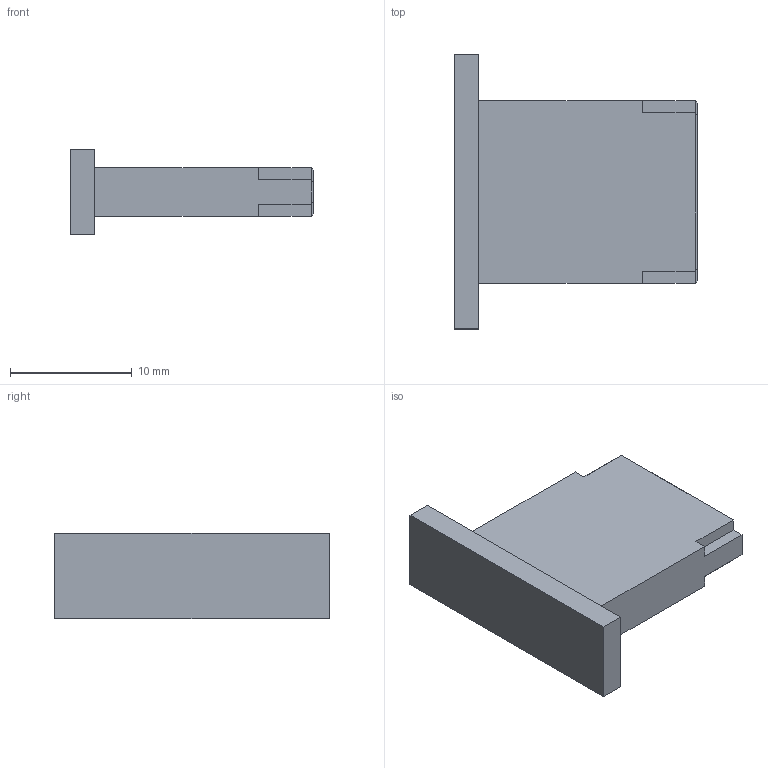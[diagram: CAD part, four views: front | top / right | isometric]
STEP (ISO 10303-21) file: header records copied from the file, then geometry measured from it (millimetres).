
FILE_DESCRIPTION (( 'STEP AP214' ), '1' );
FILE_NAME ('Scotch-Yoke-2.STEP', '2021-11-15T04:24:34', ( '' ), ( '' ), 'SwSTEP 2.0', 'SolidWorks 2020', '' );
FILE_SCHEMA (( 'AUTOMOTIVE_DESIGN' ));
Length unit declared in the file: millimetre
Products named in the file (1): Scotch-Yoke-2
Bounding box: 20 x 22.5 x 7 mm (x, y, z)
Volume: 1376.1 mm3; surface area: 1112.5 mm2
Topology: 1 solids, 1 shells, 35 faces, 84 edges, 52 vertices
Faces by surface type: plane 35
Entity records: 1016 total; most frequent: CARTESIAN_POINT 172, ORIENTED_EDGE 168, DIRECTION 156, EDGE_CURVE 84, LINE 84, VECTOR 84, VERTEX_POINT 52, EDGE_LOOP 36
